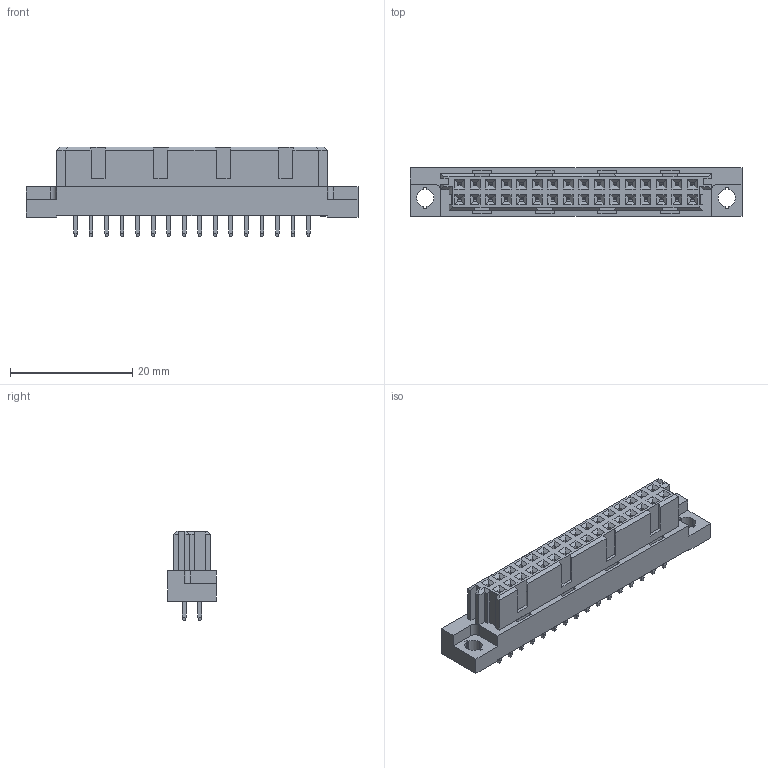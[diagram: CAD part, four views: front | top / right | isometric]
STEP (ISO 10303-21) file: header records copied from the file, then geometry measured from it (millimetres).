
FILE_DESCRIPTION((''),'2;1');
FILE_NAME('FES25427_ASM','2024-05-10T',('admin'),(''),'PRO/ENGINEER BY PARAMETRIC TECHNOLOGY CORPORATION, 2010280','PRO/ENGINEER BY PARAMETRIC TECHNOLOGY CORPORATION, 2010280','');
FILE_SCHEMA(('CONFIG_CONTROL_DESIGN'));
Length unit declared in the file: millimetre
Products named in the file (6): B-F-32P-T01; B-F-32P-B01; ____44P_____ASM_ASM; 32P_______ASM_ASM; FES25427-FD32SXXXXGYK_ASM_ASM; FES25427_ASM
Assembly tree (36 placements, depth 5):
  FES25427_ASM
    FES25427-FD32SXXXXGYK_ASM_ASM
      32P_______ASM_ASM
        B-F-32P-T01  x32
        ____44P_____ASM_ASM
          B-F-32P-B01
Bounding box: 54.34 x 8 x 14.65 mm (x, y, z)
Volume: 3573.7 mm3; surface area: 5607.3 mm2
Topology: 33 solids, 33 shells, 3268 faces, 9157 edges, 5906 vertices
Faces by surface type: plane 2406, cylinder 840, extrusion 22
Entity records: 16951 total; most frequent: CARTESIAN_POINT 3261, ORIENTED_EDGE 2814, DIRECTION 2621, EDGE_CURVE 1407, VECTOR 1303, LINE 1281, VERTEX_POINT 884, AXIS2_PLACEMENT_3D 659
